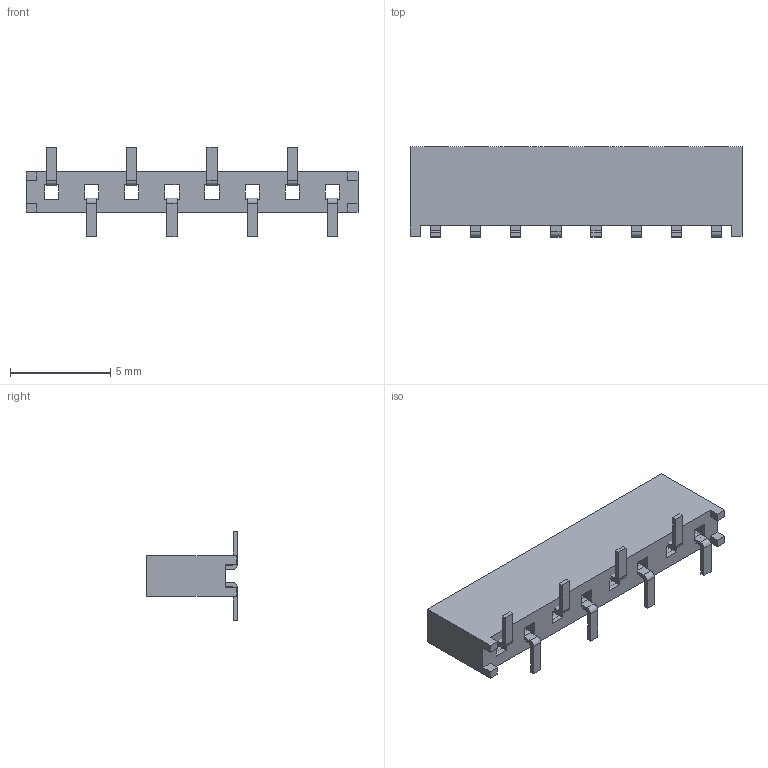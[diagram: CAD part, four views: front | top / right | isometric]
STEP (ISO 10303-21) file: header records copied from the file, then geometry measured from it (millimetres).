
FILE_DESCRIPTION (( 'STEP AP214' ), '1' );
FILE_NAME ('MMS-108-02-x-SV.STEP', '2022-07-29T17:38:33', ( '' ), ( '' ), 'SwSTEP 2.0', 'SolidWorks 2018', '' );
FILE_SCHEMA (( 'AUTOMOTIVE_DESIGN' ));
Length unit declared in the file: millimetre
Products named in the file (3): MMS_108_02_L_SV_3; MMS_108_02_L_SV_5; MMS-108-02-x-SV
Assembly tree (2 placements, depth 2):
  MMS-108-02-x-SV
    MMS_108_02_L_SV_3
    MMS_108_02_L_SV_5
Bounding box: 16.55 x 4.5 x 4.44 mm (x, y, z)
Volume: 118.2 mm3; surface area: 373.7 mm2
Topology: 2 solids, 2 shells, 222 faces, 640 edges, 416 vertices
Faces by surface type: plane 206, cylinder 16
Entity records: 7286 total; most frequent: CARTESIAN_POINT 1283, ORIENTED_EDGE 1280, DIRECTION 1126, EDGE_CURVE 640, VECTOR 608, LINE 608, VERTEX_POINT 416, AXIS2_PLACEMENT_3D 259
